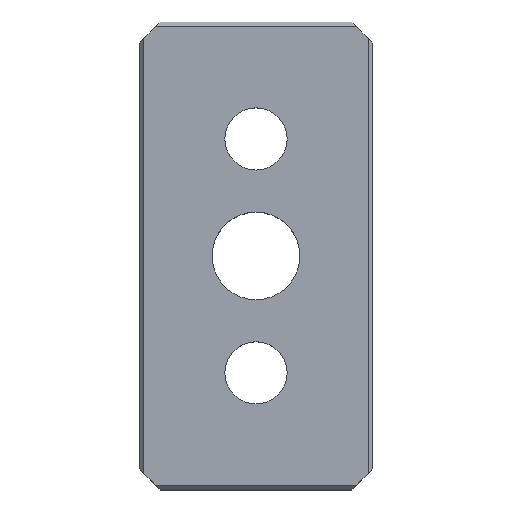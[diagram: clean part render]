
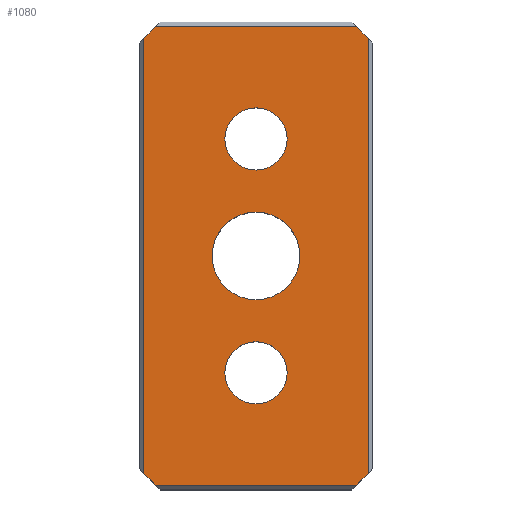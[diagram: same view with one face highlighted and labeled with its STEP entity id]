
A CAD part, top view. The second image highlights one B-rep face of the part: STEP entity #1080.
In plain terms, the highlighted planar face has unit normal (0, 0, 1).
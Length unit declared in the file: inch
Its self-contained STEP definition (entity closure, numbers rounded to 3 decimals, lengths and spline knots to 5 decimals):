
#99=CARTESIAN_POINT('',(0.0,-0.133,0.));
#100=VERTEX_POINT('',#99);
#116=CARTESIAN_POINT('',(0.,0.133,0.));
#117=VERTEX_POINT('',#116);
#124=CARTESIAN_POINT('',(0.0,0.0,0.0));
#125=DIRECTION('',(0.0,0.0,-1.0));
#126=DIRECTION('',(0.0,-1.0,0.0));
#127=AXIS2_PLACEMENT_3D('',#124,#125,#126);
#128=CIRCLE('',#127,0.133);
#129=EDGE_CURVE('',#100,#117,#128,.T.);
#204=CARTESIAN_POINT('',(0.0,1.133,0.));
#205=VERTEX_POINT('',#204);
#221=CARTESIAN_POINT('',(0.,0.867,0.));
#222=VERTEX_POINT('',#221);
#229=CARTESIAN_POINT('',(0.0,1.0,0.));
#230=DIRECTION('',(0.0,0.0,-1.0));
#231=DIRECTION('',(0.0,1.0,0.0));
#232=AXIS2_PLACEMENT_3D('',#229,#230,#231);
#233=CIRCLE('',#232,0.133);
#234=EDGE_CURVE('',#205,#222,#233,.T.);
#288=CARTESIAN_POINT('',(0.0,0.6875,0.));
#289=VERTEX_POINT('',#288);
#305=CARTESIAN_POINT('',(0.,0.3125,0.));
#306=VERTEX_POINT('',#305);
#313=CARTESIAN_POINT('',(0.0,0.5,0.));
#314=DIRECTION('',(0.0,0.0,-1.0));
#315=DIRECTION('',(0.0,1.0,0.0));
#316=AXIS2_PLACEMENT_3D('',#313,#314,#315);
#317=CIRCLE('',#316,0.1875);
#318=EDGE_CURVE('',#289,#306,#317,.T.);
#328=CARTESIAN_POINT('',(-0.48,1.43,0.));
#329=VERTEX_POINT('',#328);
#346=CARTESIAN_POINT('',(-0.48,-0.43,0.));
#347=VERTEX_POINT('',#346);
#354=CARTESIAN_POINT('',(-0.48,-0.43,0.));
#355=DIRECTION('',(0.0,1.0,0.0));
#356=VECTOR('',#355,1.86);
#357=LINE('',#354,#356);
#358=EDGE_CURVE('',#347,#329,#357,.T.);
#409=CARTESIAN_POINT('',(-0.43,-0.48,0.));
#410=VERTEX_POINT('',#409);
#417=CARTESIAN_POINT('',(-0.43,-0.48,0.));
#418=DIRECTION('',(-0.707,0.707,0.));
#419=VECTOR('',#418,0.07071);
#420=LINE('',#417,#419);
#421=EDGE_CURVE('',#410,#347,#420,.T.);
#488=CARTESIAN_POINT('',(0.43,-0.48,0.));
#489=VERTEX_POINT('',#488);
#496=CARTESIAN_POINT('',(0.43,-0.48,0.));
#497=DIRECTION('',(-1.0,0.0,0.0));
#498=VECTOR('',#497,0.86);
#499=LINE('',#496,#498);
#500=EDGE_CURVE('',#489,#410,#499,.T.);
#585=CARTESIAN_POINT('',(0.48,-0.43,0.0));
#586=VERTEX_POINT('',#585);
#593=CARTESIAN_POINT('',(0.48,-0.43,0.));
#594=DIRECTION('',(-0.707,-0.707,0.));
#595=VECTOR('',#594,0.07071);
#596=LINE('',#593,#595);
#597=EDGE_CURVE('',#586,#489,#596,.T.);
#688=CARTESIAN_POINT('',(0.48,1.43,0.));
#689=VERTEX_POINT('',#688);
#696=CARTESIAN_POINT('',(0.48,1.43,0.));
#697=DIRECTION('',(0.0,-1.0,0.0));
#698=VECTOR('',#697,1.86);
#699=LINE('',#696,#698);
#700=EDGE_CURVE('',#689,#586,#699,.T.);
#742=CARTESIAN_POINT('',(0.43,1.48,0.));
#743=VERTEX_POINT('',#742);
#750=CARTESIAN_POINT('',(0.43,1.48,0.));
#751=DIRECTION('',(0.707,-0.707,0.));
#752=VECTOR('',#751,0.07071);
#753=LINE('',#750,#752);
#754=EDGE_CURVE('',#743,#689,#753,.T.);
#802=CARTESIAN_POINT('',(-0.43,1.48,0.));
#803=VERTEX_POINT('',#802);
#810=CARTESIAN_POINT('',(-0.43,1.48,0.));
#811=DIRECTION('',(1.0,0.0,0.0));
#812=VECTOR('',#811,0.86);
#813=LINE('',#810,#812);
#814=EDGE_CURVE('',#803,#743,#813,.T.);
#866=CARTESIAN_POINT('',(-0.48,1.43,0.));
#867=DIRECTION('',(0.707,0.707,0.));
#868=VECTOR('',#867,0.07071);
#869=LINE('',#866,#868);
#870=EDGE_CURVE('',#329,#803,#869,.T.);
#887=CARTESIAN_POINT('',(0.0,0.5,0.));
#888=DIRECTION('',(0.0,0.0,-1.0));
#889=DIRECTION('',(0.0,1.0,0.0));
#890=AXIS2_PLACEMENT_3D('',#887,#888,#889);
#891=CIRCLE('',#890,0.1875);
#892=EDGE_CURVE('',#306,#289,#891,.T.);
#943=CARTESIAN_POINT('',(0.0,1.0,0.));
#944=DIRECTION('',(0.0,0.0,-1.0));
#945=DIRECTION('',(0.0,1.0,0.0));
#946=AXIS2_PLACEMENT_3D('',#943,#944,#945);
#947=CIRCLE('',#946,0.133);
#948=EDGE_CURVE('',#222,#205,#947,.T.);
#1041=CARTESIAN_POINT('',(0.0,0.0,0.0));
#1042=DIRECTION('',(0.0,0.0,-1.0));
#1043=DIRECTION('',(0.0,-1.0,0.0));
#1044=AXIS2_PLACEMENT_3D('',#1041,#1042,#1043);
#1045=CIRCLE('',#1044,0.133);
#1046=EDGE_CURVE('',#117,#100,#1045,.T.);
#1053=CARTESIAN_POINT('',(-0.5,0.5,0.));
#1054=DIRECTION('',(0.0,0.0,1.0));
#1055=DIRECTION('',(1.0,0.0,0.0));
#1056=AXIS2_PLACEMENT_3D('',#1053,#1054,#1055);
#1057=PLANE('',#1056);
#1058=ORIENTED_EDGE('',*,*,#358,.F.);
#1059=ORIENTED_EDGE('',*,*,#421,.F.);
#1060=ORIENTED_EDGE('',*,*,#500,.F.);
#1061=ORIENTED_EDGE('',*,*,#597,.F.);
#1062=ORIENTED_EDGE('',*,*,#700,.F.);
#1063=ORIENTED_EDGE('',*,*,#754,.F.);
#1064=ORIENTED_EDGE('',*,*,#814,.F.);
#1065=ORIENTED_EDGE('',*,*,#870,.F.);
#1066=EDGE_LOOP('',(#1058,#1059,#1060,#1061,#1062,#1063,#1064,#1065));
#1067=FACE_OUTER_BOUND('',#1066,.T.);
#1068=ORIENTED_EDGE('',*,*,#318,.T.);
#1069=ORIENTED_EDGE('',*,*,#892,.T.);
#1070=EDGE_LOOP('',(#1068,#1069));
#1071=FACE_BOUND('',#1070,.T.);
#1072=ORIENTED_EDGE('',*,*,#234,.T.);
#1073=ORIENTED_EDGE('',*,*,#948,.T.);
#1074=EDGE_LOOP('',(#1072,#1073));
#1075=FACE_BOUND('',#1074,.T.);
#1076=ORIENTED_EDGE('',*,*,#129,.T.);
#1077=ORIENTED_EDGE('',*,*,#1046,.T.);
#1078=EDGE_LOOP('',(#1076,#1077));
#1079=FACE_BOUND('',#1078,.T.);
#1080=ADVANCED_FACE('',(#1067,#1071,#1075,#1079),#1057,.T.);
